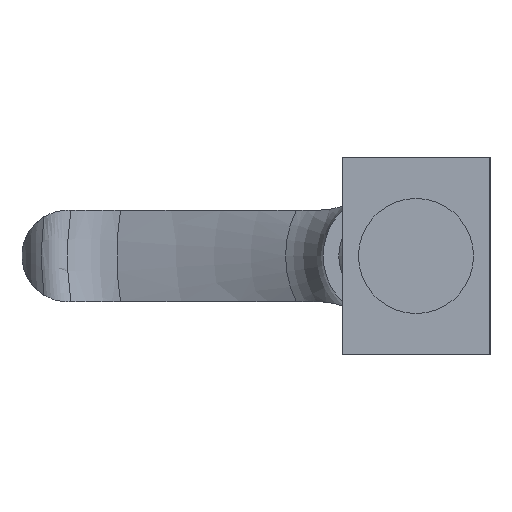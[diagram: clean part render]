
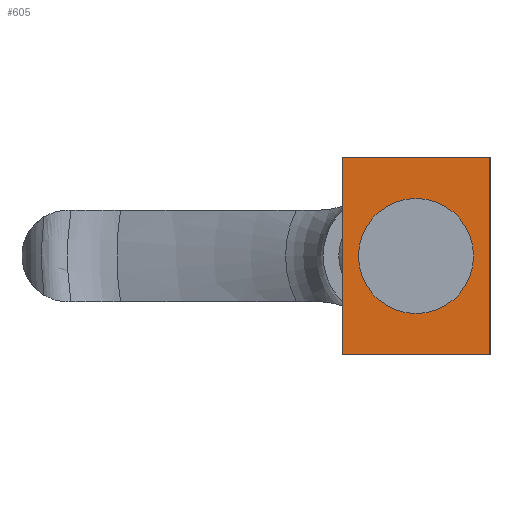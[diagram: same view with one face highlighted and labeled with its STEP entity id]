
A CAD part, left-side view. The second image highlights one B-rep face of the part: STEP entity #605.
In plain terms, the highlighted face is planar.
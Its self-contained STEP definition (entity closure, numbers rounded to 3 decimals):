
#546=CARTESIAN_POINT('',(12.,3.,-38.5));
#547=DIRECTION('',(0.,0.,1.));
#548=DIRECTION('',(1.,0.,0.));
#549=AXIS2_PLACEMENT_3D('',#546,#547,#548);
#550=PLANE('',#549);
#551=CARTESIAN_POINT('',(0.,5.,-38.5));
#552=VERTEX_POINT('',#551);
#553=CARTESIAN_POINT('',(7.,12.,-38.5));
#554=VERTEX_POINT('',#553);
#555=CARTESIAN_POINT('',(0.,12.,-38.5));
#556=DIRECTION('',(-0.,0.,-1.));
#557=DIRECTION('',(1.,0.,-0.));
#558=AXIS2_PLACEMENT_3D('',#555,#556,#557);
#559=CIRCLE('',#558,7.);
#560=EDGE_CURVE('',#552,#554,#559,.T.);
#561=ORIENTED_EDGE('',*,*,#560,.F.);
#562=CARTESIAN_POINT('',(0.,12.,-38.5));
#563=DIRECTION('',(-0.,0.,-1.));
#564=DIRECTION('',(1.,0.,-0.));
#565=AXIS2_PLACEMENT_3D('',#562,#563,#564);
#566=CIRCLE('',#565,7.);
#567=EDGE_CURVE('',#554,#552,#566,.T.);
#568=ORIENTED_EDGE('',*,*,#567,.F.);
#569=EDGE_LOOP('',(#561,#568));
#570=FACE_BOUND('',#569,.T.);
#571=CARTESIAN_POINT('',(-12.,3.,-38.5));
#572=VERTEX_POINT('',#571);
#573=CARTESIAN_POINT('',(-12.,21.,-38.5));
#574=VERTEX_POINT('',#573);
#575=CARTESIAN_POINT('',(-12.,3.,-38.5));
#576=DIRECTION('',(0.,1.,0.));
#577=VECTOR('',#576,18.);
#578=LINE('',#575,#577);
#579=EDGE_CURVE('',#572,#574,#578,.T.);
#580=ORIENTED_EDGE('',*,*,#579,.T.);
#581=CARTESIAN_POINT('',(12.,21.,-38.5));
#582=VERTEX_POINT('',#581);
#583=CARTESIAN_POINT('',(12.,21.,-38.5));
#584=DIRECTION('',(-1.,0.,0.));
#585=VECTOR('',#584,24.);
#586=LINE('',#583,#585);
#587=EDGE_CURVE('',#582,#574,#586,.T.);
#588=ORIENTED_EDGE('',*,*,#587,.F.);
#589=CARTESIAN_POINT('',(12.,3.,-38.5));
#590=VERTEX_POINT('',#589);
#591=CARTESIAN_POINT('',(12.,3.,-38.5));
#592=DIRECTION('',(0.,1.,0.));
#593=VECTOR('',#592,18.);
#594=LINE('',#591,#593);
#595=EDGE_CURVE('',#590,#582,#594,.T.);
#596=ORIENTED_EDGE('',*,*,#595,.F.);
#597=CARTESIAN_POINT('',(12.,3.,-38.5));
#598=DIRECTION('',(-1.,0.,0.));
#599=VECTOR('',#598,24.);
#600=LINE('',#597,#599);
#601=EDGE_CURVE('',#590,#572,#600,.T.);
#602=ORIENTED_EDGE('',*,*,#601,.T.);
#603=EDGE_LOOP('',(#580,#588,#596,#602));
#604=FACE_BOUND('',#603,.T.);
#605=ADVANCED_FACE('',(#570,#604),#550,.F.);
